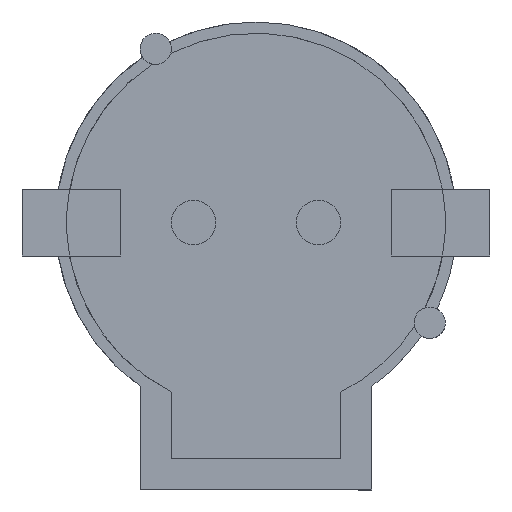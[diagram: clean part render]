
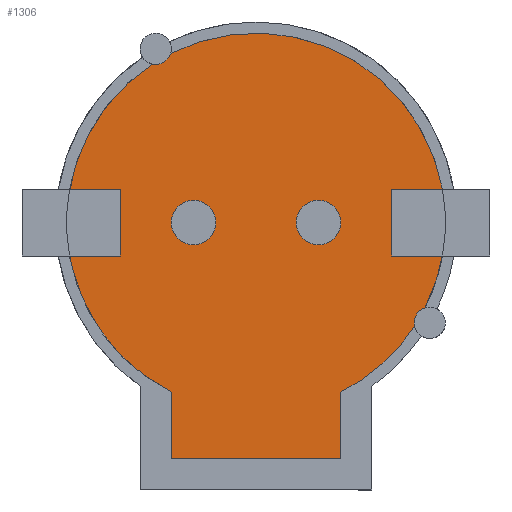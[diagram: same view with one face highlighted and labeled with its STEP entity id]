
A CAD part, front view. The second image highlights one B-rep face of the part: STEP entity #1306.
In plain terms, the highlighted planar face has unit normal (0, -1, 0).
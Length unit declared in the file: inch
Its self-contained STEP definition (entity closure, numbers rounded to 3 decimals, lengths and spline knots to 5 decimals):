
#10 = VERTEX_POINT ( 'NONE', #1433 ) ;
#26 = DIRECTION ( 'NONE',  ( 0., 0., -1. ) ) ;
#35 = ORIENTED_EDGE ( 'NONE', *, *, #1325, .T. ) ;
#42 = DIRECTION ( 'NONE',  ( 0., -1., 0. ) ) ;
#68 = AXIS2_PLACEMENT_3D ( 'NONE', #777, #42, #469 ) ;
#77 = ORIENTED_EDGE ( 'NONE', *, *, #1011, .F. ) ;
#122 = VECTOR ( 'NONE', #1062, 39.37008 ) ;
#123 = AXIS2_PLACEMENT_3D ( 'NONE', #1226, #649, #1786 ) ;
#125 = DIRECTION ( 'NONE',  ( 0., 1., 0. ) ) ;
#156 = ORIENTED_EDGE ( 'NONE', *, *, #1114, .T. ) ;
#231 = CARTESIAN_POINT ( 'NONE',  ( -0.09164, -0.09646, 0.13999 ) ) ;
#233 = DIRECTION ( 'NONE',  ( -1., 0., 0. ) ) ;
#236 = VERTEX_POINT ( 'NONE', #722 ) ;
#245 = DIRECTION ( 'NONE',  ( 0., 1., 0. ) ) ;
#260 = FACE_BOUND ( 'NONE', #1145, .T. ) ;
#330 = CIRCLE ( 'NONE', #68, 0.01969 ) ;
#336 = EDGE_CURVE ( 'NONE', #1524, #459, #1358, .T. ) ;
#374 = LINE ( 'NONE', #1337, #1425 ) ;
#383 = DIRECTION ( 'NONE',  ( 0., 0., 1. ) ) ;
#391 = CIRCLE ( 'NONE', #1218, 0.16732 ) ;
#400 = CARTESIAN_POINT ( 'NONE',  ( -0.05512, -0.09646, -0.01969 ) ) ;
#417 = AXIS2_PLACEMENT_3D ( 'NONE', #819, #245, #233 ) ;
#429 = CARTESIAN_POINT ( 'NONE',  ( -0.0748, -0.09646, -0.20866 ) ) ;
#442 = VERTEX_POINT ( 'NONE', #1380 ) ;
#444 = AXIS2_PLACEMENT_3D ( 'NONE', #1107, #1260, #1656 ) ;
#453 = ORIENTED_EDGE ( 'NONE', *, *, #1693, .T. ) ;
#459 = VERTEX_POINT ( 'NONE', #1501 ) ;
#469 = DIRECTION ( 'NONE',  ( 0., 0., -1. ) ) ;
#480 = CARTESIAN_POINT ( 'NONE',  ( 0.0748, -0.09646, -0.20866 ) ) ;
#489 = CARTESIAN_POINT ( 'NONE',  ( 0.15343, -0.09646, -0.08858 ) ) ;
#502 = ORIENTED_EDGE ( 'NONE', *, *, #1587, .T. ) ;
#520 = LINE ( 'NONE', #1080, #122 ) ;
#531 = ORIENTED_EDGE ( 'NONE', *, *, #336, .T. ) ;
#532 = CIRCLE ( 'NONE', #563, 0.01969 ) ;
#557 = CARTESIAN_POINT ( 'NONE',  ( 0.05512, -0.09646, -0.01969 ) ) ;
#561 = AXIS2_PLACEMENT_3D ( 'NONE', #489, #918, #1634 ) ;
#563 = AXIS2_PLACEMENT_3D ( 'NONE', #745, #1166, #600 ) ;
#596 = EDGE_LOOP ( 'NONE', ( #1457, #1378, #502, #928, #453, #156, #35, #1412, #531 ) ) ;
#600 = DIRECTION ( 'NONE',  ( 0., 0., -1. ) ) ;
#620 = CARTESIAN_POINT ( 'NONE',  ( 0., -0.09646, 0. ) ) ;
#649 = DIRECTION ( 'NONE',  ( 0., -1., 0. ) ) ;
#652 = VERTEX_POINT ( 'NONE', #400 ) ;
#667 = CARTESIAN_POINT ( 'NONE',  ( 0.0748, -0.09646, -0.14967 ) ) ;
#673 = FACE_OUTER_BOUND ( 'NONE', #596, .T. ) ;
#674 = CARTESIAN_POINT ( 'NONE',  ( 0.05512, -0.09646, 0.01969 ) ) ;
#683 = PLANE ( 'NONE',  #417 ) ;
#710 = CARTESIAN_POINT ( 'NONE',  ( 0.13999, -0.09646, -0.09164 ) ) ;
#720 = ORIENTED_EDGE ( 'NONE', *, *, #923, .F. ) ;
#722 = CARTESIAN_POINT ( 'NONE',  ( -0.07542, -0.09646, 0.14936 ) ) ;
#745 = CARTESIAN_POINT ( 'NONE',  ( 0.05512, -0.09646, 0. ) ) ;
#752 = DIRECTION ( 'NONE',  ( 0., 1., 0. ) ) ;
#763 = VECTOR ( 'NONE', #1765, 39.37008 ) ;
#777 = CARTESIAN_POINT ( 'NONE',  ( -0.05512, -0.09646, 0. ) ) ;
#793 = CARTESIAN_POINT ( 'NONE',  ( 0., -0.09646, -0.20866 ) ) ;
#799 = CIRCLE ( 'NONE', #981, 0.01378 ) ;
#803 = EDGE_CURVE ( 'NONE', #1458, #1792, #855, .T. ) ;
#804 = DIRECTION ( 'NONE',  ( 0., 0., 1. ) ) ;
#819 = CARTESIAN_POINT ( 'NONE',  ( 0.17408, -0.09646, -0.21618 ) ) ;
#855 = CIRCLE ( 'NONE', #444, 0.01969 ) ;
#896 = EDGE_CURVE ( 'NONE', #236, #459, #1772, .T. ) ;
#918 = DIRECTION ( 'NONE',  ( 0., 1., 0. ) ) ;
#923 = EDGE_CURVE ( 'NONE', #1106, #652, #330, .T. ) ;
#928 = ORIENTED_EDGE ( 'NONE', *, *, #1209, .F. ) ;
#938 = EDGE_LOOP ( 'NONE', ( #77, #1289 ) ) ;
#981 = AXIS2_PLACEMENT_3D ( 'NONE', #1045, #1324, #383 ) ;
#1007 = CIRCLE ( 'NONE', #123, 0.01969 ) ;
#1011 = EDGE_CURVE ( 'NONE', #1792, #1458, #532, .T. ) ;
#1030 = ORIENTED_EDGE ( 'NONE', *, *, #1739, .F. ) ;
#1041 = CARTESIAN_POINT ( 'NONE',  ( 0., -0.09646, 0. ) ) ;
#1045 = CARTESIAN_POINT ( 'NONE',  ( -0.08858, -0.09646, 0.15343 ) ) ;
#1062 = DIRECTION ( 'NONE',  ( 0., 0., 1. ) ) ;
#1080 = CARTESIAN_POINT ( 'NONE',  ( 0.0748, -0.09646, -0.17917 ) ) ;
#1106 = VERTEX_POINT ( 'NONE', #1500 ) ;
#1107 = CARTESIAN_POINT ( 'NONE',  ( 0.05512, -0.09646, 0. ) ) ;
#1113 = VERTEX_POINT ( 'NONE', #231 ) ;
#1114 = EDGE_CURVE ( 'NONE', #1432, #1220, #1784, .T. ) ;
#1128 = CIRCLE ( 'NONE', #1740, 0.16732 ) ;
#1145 = EDGE_LOOP ( 'NONE', ( #1030, #720 ) ) ;
#1166 = DIRECTION ( 'NONE',  ( 0., -1., 0. ) ) ;
#1206 = DIRECTION ( 'NONE',  ( 0., 0., -1. ) ) ;
#1209 = EDGE_CURVE ( 'NONE', #10, #1113, #1128, .T. ) ;
#1218 = AXIS2_PLACEMENT_3D ( 'NONE', #1284, #1577, #26 ) ;
#1220 = VERTEX_POINT ( 'NONE', #480 ) ;
#1226 = CARTESIAN_POINT ( 'NONE',  ( -0.05512, -0.09646, 0. ) ) ;
#1260 = DIRECTION ( 'NONE',  ( 0., -1., 0. ) ) ;
#1284 = CARTESIAN_POINT ( 'NONE',  ( 0., -0.09646, 0. ) ) ;
#1289 = ORIENTED_EDGE ( 'NONE', *, *, #803, .F. ) ;
#1302 = AXIS2_PLACEMENT_3D ( 'NONE', #1041, #752, #1320 ) ;
#1306 = ADVANCED_FACE ( 'NONE', ( #673, #1502, #260 ), #683, .F. ) ;
#1315 = EDGE_CURVE ( 'NONE', #236, #442, #1480, .T. ) ;
#1320 = DIRECTION ( 'NONE',  ( 0., 0., -1. ) ) ;
#1324 = DIRECTION ( 'NONE',  ( 0., 1., 0. ) ) ;
#1325 = EDGE_CURVE ( 'NONE', #1220, #1782, #520, .T. ) ;
#1337 = CARTESIAN_POINT ( 'NONE',  ( -0.0748, -0.09646, -0.17917 ) ) ;
#1358 = CIRCLE ( 'NONE', #561, 0.01378 ) ;
#1378 = ORIENTED_EDGE ( 'NONE', *, *, #1315, .T. ) ;
#1380 = CARTESIAN_POINT ( 'NONE',  ( -0.08858, -0.09646, 0.13965 ) ) ;
#1392 = CARTESIAN_POINT ( 'NONE',  ( -0.08858, -0.09646, 0.15343 ) ) ;
#1412 = ORIENTED_EDGE ( 'NONE', *, *, #1547, .F. ) ;
#1425 = VECTOR ( 'NONE', #1206, 39.37008 ) ;
#1432 = VERTEX_POINT ( 'NONE', #429 ) ;
#1433 = CARTESIAN_POINT ( 'NONE',  ( -0.0748, -0.09646, -0.14967 ) ) ;
#1457 = ORIENTED_EDGE ( 'NONE', *, *, #896, .F. ) ;
#1458 = VERTEX_POINT ( 'NONE', #674 ) ;
#1463 = DIRECTION ( 'NONE',  ( 0., 0., -1. ) ) ;
#1480 = CIRCLE ( 'NONE', #1573, 0.01378 ) ;
#1485 = DIRECTION ( 'NONE',  ( 0., 1., 0. ) ) ;
#1500 = CARTESIAN_POINT ( 'NONE',  ( -0.05512, -0.09646, 0.01969 ) ) ;
#1501 = CARTESIAN_POINT ( 'NONE',  ( 0.14936, -0.09646, -0.07542 ) ) ;
#1502 = FACE_BOUND ( 'NONE', #938, .T. ) ;
#1524 = VERTEX_POINT ( 'NONE', #710 ) ;
#1547 = EDGE_CURVE ( 'NONE', #1524, #1782, #391, .T. ) ;
#1573 = AXIS2_PLACEMENT_3D ( 'NONE', #1392, #125, #804 ) ;
#1577 = DIRECTION ( 'NONE',  ( 0., 1., 0. ) ) ;
#1587 = EDGE_CURVE ( 'NONE', #442, #1113, #799, .T. ) ;
#1634 = DIRECTION ( 'NONE',  ( 0., 0., 1. ) ) ;
#1656 = DIRECTION ( 'NONE',  ( 0., 0., -1. ) ) ;
#1693 = EDGE_CURVE ( 'NONE', #10, #1432, #374, .T. ) ;
#1739 = EDGE_CURVE ( 'NONE', #652, #1106, #1007, .T. ) ;
#1740 = AXIS2_PLACEMENT_3D ( 'NONE', #620, #1485, #1463 ) ;
#1765 = DIRECTION ( 'NONE',  ( 1., 0., 0. ) ) ;
#1772 = CIRCLE ( 'NONE', #1302, 0.16732 ) ;
#1782 = VERTEX_POINT ( 'NONE', #667 ) ;
#1784 = LINE ( 'NONE', #793, #763 ) ;
#1786 = DIRECTION ( 'NONE',  ( 0., 0., -1. ) ) ;
#1792 = VERTEX_POINT ( 'NONE', #557 ) ;
